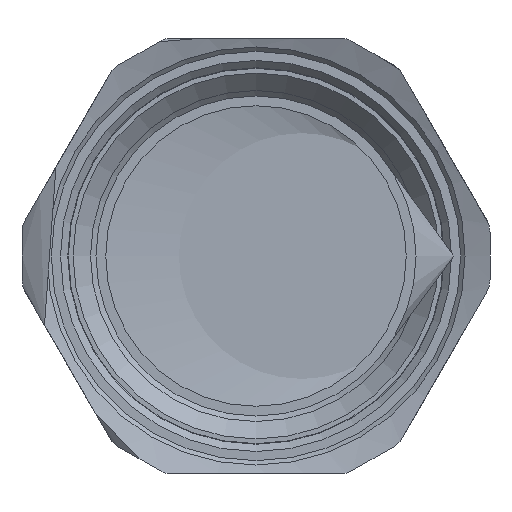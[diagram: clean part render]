
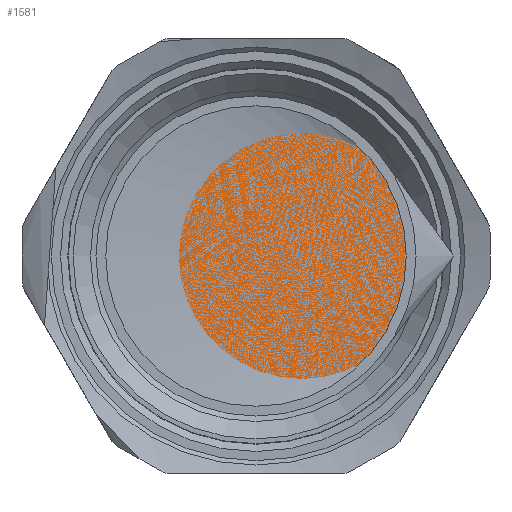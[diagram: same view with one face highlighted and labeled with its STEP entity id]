
A CAD part, left-side view. The second image highlights one B-rep face of the part: STEP entity #1581.
In plain terms, the highlighted planar face has unit normal (-1, 0, 0).
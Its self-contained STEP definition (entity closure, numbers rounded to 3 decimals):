
#481=FACE_OUTER_BOUND('',#576,.T.);
#576=EDGE_LOOP('',(#1452));
#657=CIRCLE('',#1767,17.25);
#800=VERTEX_POINT('',#2962);
#1018=EDGE_CURVE('',#800,#800,#657,.T.);
#1452=ORIENTED_EDGE('',*,*,#1018,.T.);
#1494=PLANE('',#1766);
#1581=ADVANCED_FACE('',(#481),#1494,.T.);
#1766=AXIS2_PLACEMENT_3D('',#2961,#2178,#2179);
#1767=AXIS2_PLACEMENT_3D('',#2963,#2180,#2181);
#2178=DIRECTION('center_axis',(-1.,0.,0.));
#2179=DIRECTION('ref_axis',(0.,0.,1.));
#2180=DIRECTION('center_axis',(-1.,0.,0.));
#2181=DIRECTION('ref_axis',(0.,0.,
1.));
#2961=CARTESIAN_POINT('Origin',(162.851,137.13,129.348));
#2962=CARTESIAN_POINT('',(162.851,154.38,129.348));
#2963=CARTESIAN_POINT('Origin',(162.851,137.13,129.348));
